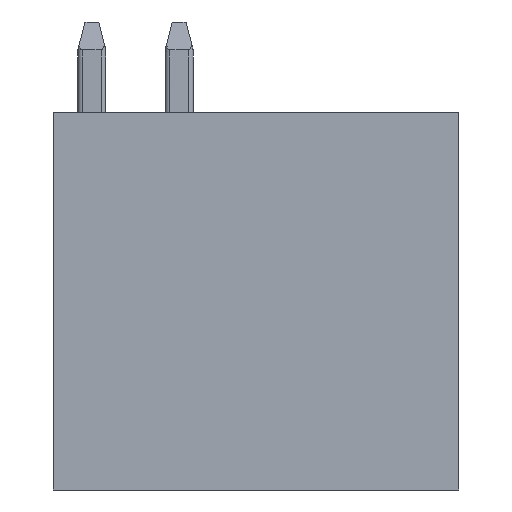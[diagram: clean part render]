
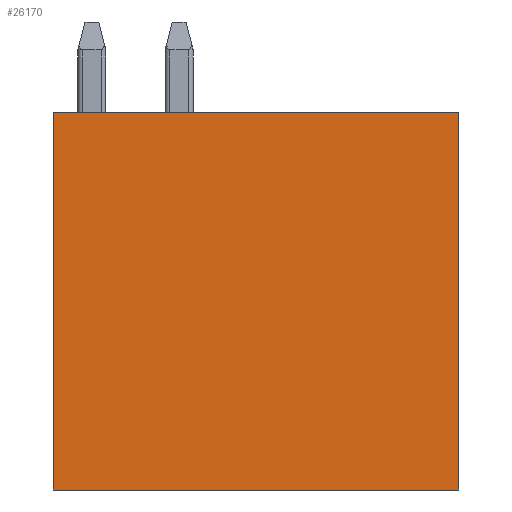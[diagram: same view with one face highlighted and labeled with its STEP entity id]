
A CAD part, front view. The second image highlights one B-rep face of the part: STEP entity #26170.
In plain terms, the highlighted planar face has unit normal (0, -1, 0).
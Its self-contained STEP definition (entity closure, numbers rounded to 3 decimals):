
#6387=DIRECTION('',(0.,0.,1.));
#6388=VECTOR('',#6387,10.8);
#6389=CARTESIAN_POINT('',(-5.49,-46.3,-6.62));
#6390=LINE('',#6389,#6388);
#6391=DIRECTION('',(1.,0.,0.));
#6392=VECTOR('',#6391,11.6);
#6393=CARTESIAN_POINT('',(-5.49,-46.3,4.18));
#6394=LINE('',#6393,#6392);
#6395=DIRECTION('',(0.,0.,-1.));
#6396=VECTOR('',#6395,10.8);
#6397=CARTESIAN_POINT('',(6.11,-46.3,4.18));
#6398=LINE('',#6397,#6396);
#6399=DIRECTION('',(-1.,0.,0.));
#6400=VECTOR('',#6399,11.6);
#6401=CARTESIAN_POINT('',(6.11,-46.3,-6.62));
#6402=LINE('',#6401,#6400);
#15553=CARTESIAN_POINT('',(-5.49,-46.3,-6.62));
#15554=CARTESIAN_POINT('',(-5.49,-46.3,4.18));
#15555=VERTEX_POINT('',#15553);
#15556=VERTEX_POINT('',#15554);
#15557=CARTESIAN_POINT('',(6.11,-46.3,4.18));
#15558=VERTEX_POINT('',#15557);
#15559=CARTESIAN_POINT('',(6.11,-46.3,-6.62));
#15560=VERTEX_POINT('',#15559);
#26159=CARTESIAN_POINT('',(0.,-46.3,0.));
#26160=DIRECTION('',(0.,1.,0.));
#26161=DIRECTION('',(1.,0.,0.));
#26162=AXIS2_PLACEMENT_3D('',#26159,#26160,#26161);
#26163=PLANE('',#26162);
#26164=ORIENTED_EDGE('',*,*,#19337,.T.);
#26165=ORIENTED_EDGE('',*,*,#19660,.T.);
#26166=ORIENTED_EDGE('',*,*,#19773,.T.);
#26167=ORIENTED_EDGE('',*,*,#26153,.T.);
#26168=EDGE_LOOP('',(#26164,#26165,#26166,#26167));
#26169=FACE_OUTER_BOUND('',#26168,.F.);
#26170=ADVANCED_FACE('',(#26169),#26163,.F.);
#19337=EDGE_CURVE('',#15555,#15556,#6390,.T.);
#19660=EDGE_CURVE('',#15556,#15558,#6394,.T.);
#19773=EDGE_CURVE('',#15558,#15560,#6398,.T.);
#26153=EDGE_CURVE('',#15560,#15555,#6402,.T.);
